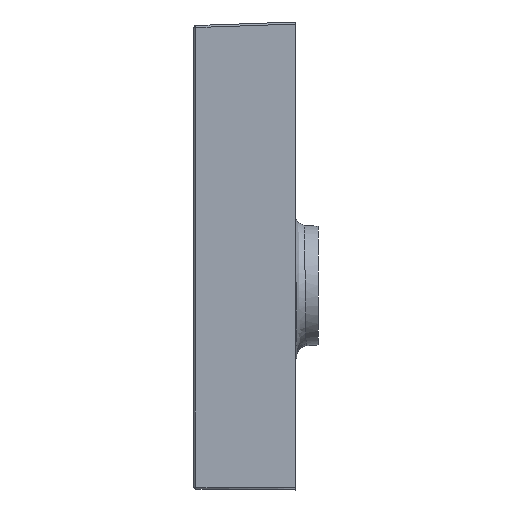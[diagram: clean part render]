
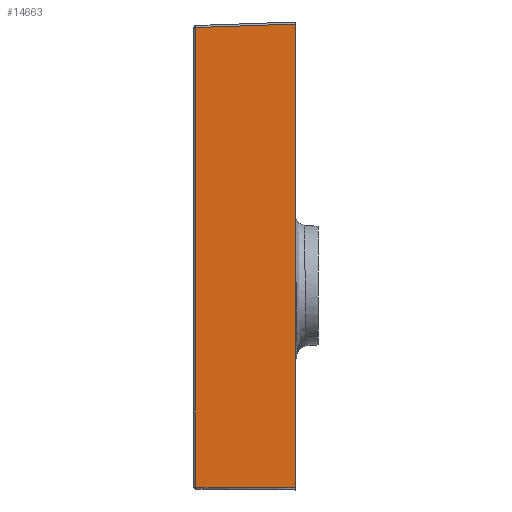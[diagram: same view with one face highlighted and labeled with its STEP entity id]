
A CAD part, left-side view. The second image highlights one B-rep face of the part: STEP entity #14663.
In plain terms, the highlighted planar face has unit normal (-1, 0.026, 0).
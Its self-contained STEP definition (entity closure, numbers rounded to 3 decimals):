
#687 = AXIS2_PLACEMENT_3D ( 'NONE', #13419, #9644, #15496 ) ;
#763 = LINE ( 'NONE', #18432, #17835 ) ;
#891 = DIRECTION ( 'NONE',  ( 0., 0., -1. ) ) ;
#951 = VERTEX_POINT ( 'NONE', #15590 ) ;
#1171 = CARTESIAN_POINT ( 'NONE',  ( -497.276, 3.956, -225.786 ) ) ;
#1735 = FACE_OUTER_BOUND ( 'NONE', #25104, .T. ) ;
#3774 = VECTOR ( 'NONE', #9065, 1000. ) ;
#6168 = CARTESIAN_POINT ( 'NONE',  ( -497.431, -1.948, 225.889 ) ) ;
#8005 = EDGE_CURVE ( 'NONE', #21783, #951, #16744, .T. ) ;
#8429 = LINE ( 'NONE', #16350, #9817 ) ;
#8956 = DIRECTION ( 'NONE',  ( -0.026, -1., -0.009 ) ) ;
#9065 = DIRECTION ( 'NONE',  ( 0., 0., -1. ) ) ;
#9602 = CARTESIAN_POINT ( 'NONE',  ( -499.999, -100., 229.313 ) ) ;
#9644 = DIRECTION ( 'NONE',  ( -1., 0.026, 0. ) ) ;
#9817 = VECTOR ( 'NONE', #14530, 1000. ) ;
#10053 = EDGE_CURVE ( 'NONE', #13202, #21783, #11133, .T. ) ;
#11133 = LINE ( 'NONE', #18670, #3774 ) ;
#11498 = ORIENTED_EDGE ( 'NONE', *, *, #24148, .F. ) ;
#13108 = ORIENTED_EDGE ( 'NONE', *, *, #10053, .T. ) ;
#13202 = VERTEX_POINT ( 'NONE', #6168 ) ;
#13419 = CARTESIAN_POINT ( 'NONE',  ( -497.38, 0., 227.82 ) ) ;
#14530 = DIRECTION ( 'NONE',  ( 0.026, 0.999, -0.035 ) ) ;
#14663 = ADVANCED_FACE ( 'NONE', ( #1735 ), #15372, .T. ) ;
#15372 = PLANE ( 'NONE',  #687 ) ;
#15496 = DIRECTION ( 'NONE',  ( -0.026, -1., 0. ) ) ;
#15590 = CARTESIAN_POINT ( 'NONE',  ( -499.999, -100., -226.693 ) ) ;
#15999 = ORIENTED_EDGE ( 'NONE', *, *, #8005, .T. ) ;
#16350 = CARTESIAN_POINT ( 'NONE',  ( -497.382, -0.07, 225.823 ) ) ;
#16744 = LINE ( 'NONE', #1171, #21582 ) ;
#17835 = VECTOR ( 'NONE', #891, 1000. ) ;
#18432 = CARTESIAN_POINT ( 'NONE',  ( -499.999, -100., 227.82 ) ) ;
#18670 = CARTESIAN_POINT ( 'NONE',  ( -497.431, -1.948, 227.82 ) ) ;
#19573 = CARTESIAN_POINT ( 'NONE',  ( -497.431, -1.948, -225.837 ) ) ;
#20070 = ORIENTED_EDGE ( 'NONE', *, *, #21454, .T. ) ;
#21454 = EDGE_CURVE ( 'NONE', #23433, #13202, #8429, .T. ) ;
#21582 = VECTOR ( 'NONE', #8956, 1000. ) ;
#21783 = VERTEX_POINT ( 'NONE', #19573 ) ;
#23433 = VERTEX_POINT ( 'NONE', #9602 ) ;
#24148 = EDGE_CURVE ( 'NONE', #23433, #951, #763, .T. ) ;
#25104 = EDGE_LOOP ( 'NONE', ( #11498, #20070, #13108, #15999 ) ) ;
